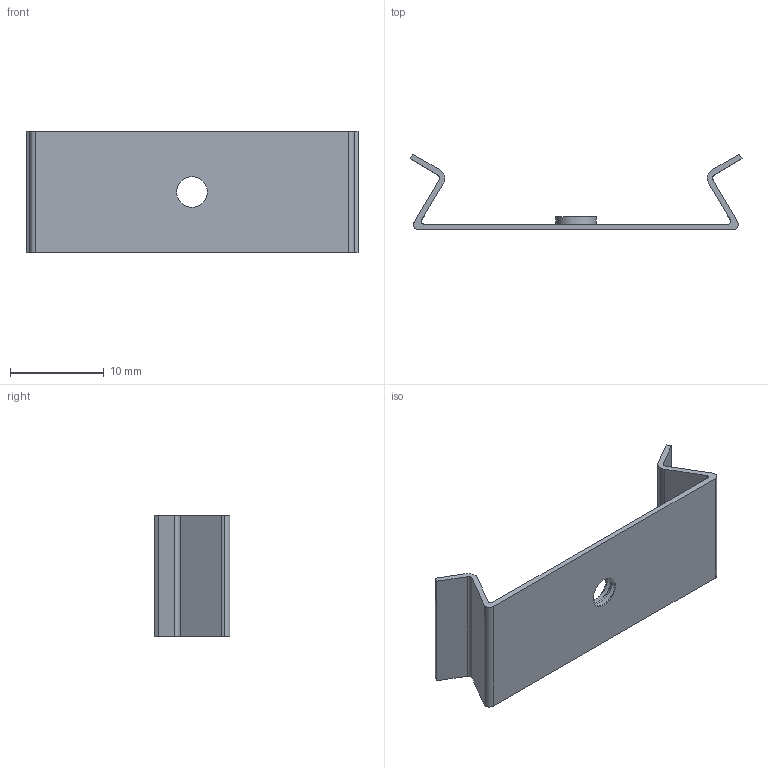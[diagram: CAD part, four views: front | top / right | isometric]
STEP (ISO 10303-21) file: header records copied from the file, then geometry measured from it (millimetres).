
FILE_DESCRIPTION (( 'STEP AP214' ), '1' );
FILE_NAME ('1030-054.STEP', '2024-08-01T13:29:31', ( '' ), ( '' ), 'SwSTEP 2.0', 'SolidWorks 2022', '' );
FILE_SCHEMA (( 'AUTOMOTIVE_DESIGN' ));
Length unit declared in the file: millimetre
Products named in the file (1): 1030-054
Bounding box: 35.4 x 8.08 x 13 mm (x, y, z)
Volume: 414.4 mm3; surface area: 1485.6 mm2
Topology: 1 solids, 1 shells, 38 faces, 101 edges, 66 vertices
Faces by surface type: cylinder 19, plane 16, bspline 3
Entity records: 1439 total; most frequent: CARTESIAN_POINT 468, ORIENTED_EDGE 202, DIRECTION 192, EDGE_CURVE 101, AXIS2_PLACEMENT_3D 67, VERTEX_POINT 66, LINE 58, VECTOR 58
